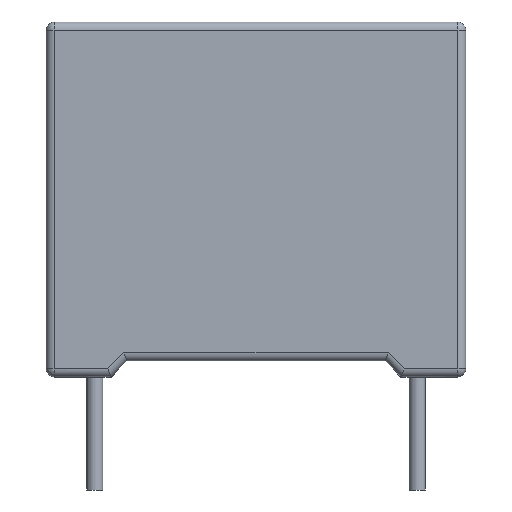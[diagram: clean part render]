
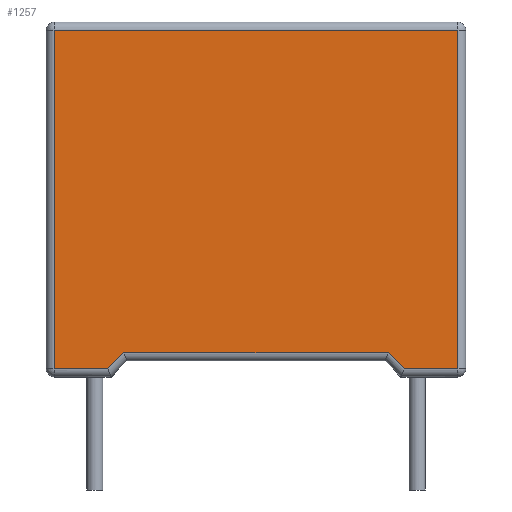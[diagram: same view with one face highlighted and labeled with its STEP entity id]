
A CAD part, front view. The second image highlights one B-rep face of the part: STEP entity #1257.
In plain terms, the highlighted planar face has unit normal (0, -1, 0).
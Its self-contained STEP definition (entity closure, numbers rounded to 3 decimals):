
#37 = CARTESIAN_POINT ( 'NONE',  ( 6.25, 0., 0. ) ) ;
#223 = DIRECTION ( 'NONE',  ( 0.7, 0., -0.714 ) ) ;
#363 = AXIS2_PLACEMENT_3D ( 'NONE', #3110, #10154, #9140 ) ;
#742 = VERTEX_POINT ( 'NONE', #8715 ) ;
#817 = ORIENTED_EDGE ( 'NONE', *, *, #7106, .T. ) ;
#919 = ORIENTED_EDGE ( 'NONE', *, *, #1591, .T. ) ;
#972 = DIRECTION ( 'NONE',  ( 1., 0., 0. ) ) ;
#1202 = VECTOR ( 'NONE', #13081, 1000. ) ;
#1257 = ADVANCED_FACE ( 'NONE', ( #13151 ), #2916, .F. ) ;
#1492 = VERTEX_POINT ( 'NONE', #13000 ) ;
#1591 = EDGE_CURVE ( 'NONE', #5066, #8790, #5727, .T. ) ;
#1841 = LINE ( 'NONE', #2705, #1202 ) ;
#1944 = LINE ( 'NONE', #8281, #6433 ) ;
#2486 = CARTESIAN_POINT ( 'NONE',  ( 4.595, 0., -5.25 ) ) ;
#2705 = CARTESIAN_POINT ( 'NONE',  ( -6.25, 0., 0. ) ) ;
#2916 = PLANE ( 'NONE',  #363 ) ;
#3110 = CARTESIAN_POINT ( 'NONE',  ( 0., 0., 0. ) ) ;
#3245 = ORIENTED_EDGE ( 'NONE', *, *, #13143, .T. ) ;
#3964 = EDGE_CURVE ( 'NONE', #4561, #742, #9838, .T. ) ;
#4312 = VECTOR ( 'NONE', #10072, 1000. ) ;
#4561 = VERTEX_POINT ( 'NONE', #8933 ) ;
#4623 = EDGE_CURVE ( 'NONE', #742, #1492, #1841, .T. ) ;
#5066 = VERTEX_POINT ( 'NONE', #2486 ) ;
#5421 = VECTOR ( 'NONE', #6829, 1000. ) ;
#5727 = LINE ( 'NONE', #12980, #8515 ) ;
#5883 = CARTESIAN_POINT ( 'NONE',  ( 0., 0., -4.75 ) ) ;
#5906 = ORIENTED_EDGE ( 'NONE', *, *, #11670, .T. ) ;
#5966 = VECTOR ( 'NONE', #11886, 1000. ) ;
#5971 = CARTESIAN_POINT ( 'NONE',  ( 6.25, 0., -5.25 ) ) ;
#6125 = EDGE_CURVE ( 'NONE', #8363, #9099, #1944, .T. ) ;
#6185 = ORIENTED_EDGE ( 'NONE', *, *, #8272, .T. ) ;
#6433 = VECTOR ( 'NONE', #9171, 1000. ) ;
#6829 = DIRECTION ( 'NONE',  ( 1., 0., 0. ) ) ;
#7106 = EDGE_CURVE ( 'NONE', #9099, #10100, #7784, .T. ) ;
#7231 = VECTOR ( 'NONE', #972, 1000. ) ;
#7482 = CARTESIAN_POINT ( 'NONE',  ( -0.28, 0., -0.274 ) ) ;
#7682 = ORIENTED_EDGE ( 'NONE', *, *, #3964, .T. ) ;
#7784 = LINE ( 'NONE', #5883, #5421 ) ;
#7914 = ORIENTED_EDGE ( 'NONE', *, *, #6125, .T. ) ;
#8272 = EDGE_CURVE ( 'NONE', #10100, #5066, #12643, .T. ) ;
#8281 = CARTESIAN_POINT ( 'NONE',  ( 0.28, 0., -0.274 ) ) ;
#8363 = VERTEX_POINT ( 'NONE', #9027 ) ;
#8515 = VECTOR ( 'NONE', #8562, 1000. ) ;
#8562 = DIRECTION ( 'NONE',  ( 1., 0., 0. ) ) ;
#8715 = CARTESIAN_POINT ( 'NONE',  ( -6.25, 0., 5.25 ) ) ;
#8790 = VERTEX_POINT ( 'NONE', #5971 ) ;
#8933 = CARTESIAN_POINT ( 'NONE',  ( 6.25, 0., 5.25 ) ) ;
#9027 = CARTESIAN_POINT ( 'NONE',  ( -4.595, 0., -5.25 ) ) ;
#9099 = VERTEX_POINT ( 'NONE', #12254 ) ;
#9140 = DIRECTION ( 'NONE',  ( 0., 0., 1. ) ) ;
#9171 = DIRECTION ( 'NONE',  ( 0.7, 0., 0.714 ) ) ;
#9323 = CARTESIAN_POINT ( 'NONE',  ( 0., 0., -5.25 ) ) ;
#9451 = EDGE_LOOP ( 'NONE', ( #7682, #9617, #3245, #7914, #817, #6185, #919, #5906 ) ) ;
#9465 = CARTESIAN_POINT ( 'NONE',  ( 4.105, 0., -4.75 ) ) ;
#9566 = VECTOR ( 'NONE', #223, 1000. ) ;
#9617 = ORIENTED_EDGE ( 'NONE', *, *, #4623, .T. ) ;
#9838 = LINE ( 'NONE', #12025, #5966 ) ;
#10072 = DIRECTION ( 'NONE',  ( 0., 0., 1. ) ) ;
#10100 = VERTEX_POINT ( 'NONE', #9465 ) ;
#10154 = DIRECTION ( 'NONE',  ( 0., 1., 0. ) ) ;
#10992 = LINE ( 'NONE', #9323, #7231 ) ;
#11298 = LINE ( 'NONE', #37, #4312 ) ;
#11670 = EDGE_CURVE ( 'NONE', #8790, #4561, #11298, .T. ) ;
#11886 = DIRECTION ( 'NONE',  ( -1., 0., 0. ) ) ;
#12025 = CARTESIAN_POINT ( 'NONE',  ( 0., 0., 5.25 ) ) ;
#12254 = CARTESIAN_POINT ( 'NONE',  ( -4.105, 0., -4.75 ) ) ;
#12643 = LINE ( 'NONE', #7482, #9566 ) ;
#12980 = CARTESIAN_POINT ( 'NONE',  ( 0., 0., -5.25 ) ) ;
#13000 = CARTESIAN_POINT ( 'NONE',  ( -6.25, 0., -5.25 ) ) ;
#13081 = DIRECTION ( 'NONE',  ( 0., 0., -1. ) ) ;
#13143 = EDGE_CURVE ( 'NONE', #1492, #8363, #10992, .T. ) ;
#13151 = FACE_OUTER_BOUND ( 'NONE', #9451, .T. ) ;
